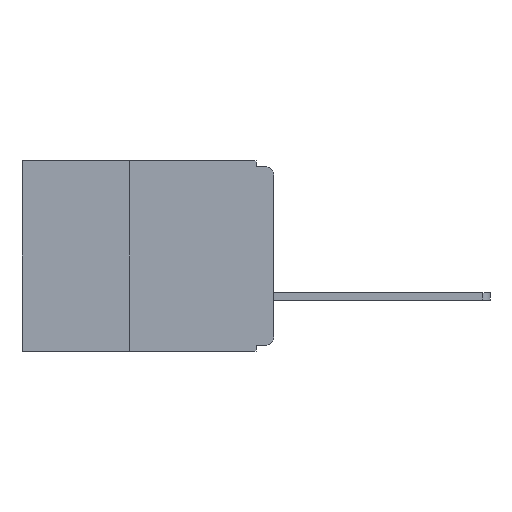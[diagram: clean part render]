
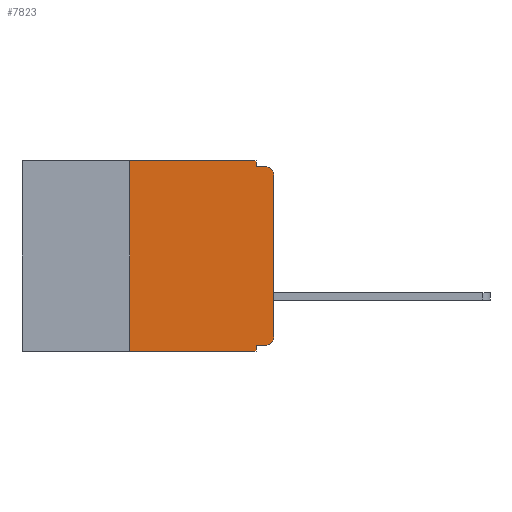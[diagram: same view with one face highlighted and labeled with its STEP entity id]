
A CAD part, left-side view. The second image highlights one B-rep face of the part: STEP entity #7823.
In plain terms, the highlighted planar face has unit normal (-1, 0, 0).
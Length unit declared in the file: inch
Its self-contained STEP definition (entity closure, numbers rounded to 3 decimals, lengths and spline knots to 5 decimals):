
#155 = EDGE_CURVE ( 'NONE', #8252, #7621, #1909, .T. ) ;
#432 = CARTESIAN_POINT ( 'NONE',  ( 0., 0., -0.01 ) ) ;
#449 = VECTOR ( 'NONE', #7097, 39.37008 ) ;
#613 = DIRECTION ( 'NONE',  ( 0., -1., 0. ) ) ;
#655 = DIRECTION ( 'NONE',  ( 0., 0., 1. ) ) ;
#889 = EDGE_CURVE ( 'NONE', #5582, #7621, #1194, .T. ) ;
#939 = CARTESIAN_POINT ( 'NONE',  ( 0., 0.25, -0.33 ) ) ;
#1194 = LINE ( 'NONE', #11966, #449 ) ;
#1589 = ORIENTED_EDGE ( 'NONE', *, *, #9260, .T. ) ;
#1871 = EDGE_CURVE ( 'NONE', #4102, #8430, #11030, .T. ) ;
#1892 = DIRECTION ( 'NONE',  ( 0., 0., 1. ) ) ;
#1896 = VECTOR ( 'NONE', #11926, 39.37008 ) ;
#1909 = LINE ( 'NONE', #5227, #1896 ) ;
#1937 = LINE ( 'NONE', #10017, #4016 ) ;
#1987 = CARTESIAN_POINT ( 'NONE',  ( 0., 0., 0. ) ) ;
#2012 = ORIENTED_EDGE ( 'NONE', *, *, #9084, .F. ) ;
#2033 = DIRECTION ( 'NONE',  ( 0., 0., -1. ) ) ;
#2168 = CARTESIAN_POINT ( 'NONE',  ( 0., 0., -0.305 ) ) ;
#2235 = VERTEX_POINT ( 'NONE', #8618 ) ;
#2561 = EDGE_CURVE ( 'NONE', #5582, #6120, #8345, .T. ) ;
#2908 = CARTESIAN_POINT ( 'NONE',  ( 0., 0.031, -0.01 ) ) ;
#3376 = VECTOR ( 'NONE', #11896, 39.37008 ) ;
#3407 = VERTEX_POINT ( 'NONE', #10979 ) ;
#3525 = CARTESIAN_POINT ( 'NONE',  ( 0., 0.25, -0.33 ) ) ;
#3683 = LINE ( 'NONE', #1987, #6057 ) ;
#4016 = VECTOR ( 'NONE', #10213, 39.37008 ) ;
#4102 = VERTEX_POINT ( 'NONE', #10596 ) ;
#4168 = CARTESIAN_POINT ( 'NONE',  ( 0., 0.031, -0.32 ) ) ;
#4175 = LINE ( 'NONE', #432, #11214 ) ;
#4581 = EDGE_LOOP ( 'NONE', ( #8079, #10194, #5996, #5898, #5781, #5723, #5349, #4856, #2012, #1589 ) ) ;
#4613 = CARTESIAN_POINT ( 'NONE',  ( 0., 0., -0.025 ) ) ;
#4856 = ORIENTED_EDGE ( 'NONE', *, *, #155, .F. ) ;
#5125 = CIRCLE ( 'NONE', #10885, 0.015 ) ;
#5227 = CARTESIAN_POINT ( 'NONE',  ( 0., 0.031, -0.33 ) ) ;
#5349 = ORIENTED_EDGE ( 'NONE', *, *, #889, .T. ) ;
#5579 = VERTEX_POINT ( 'NONE', #2168 ) ;
#5582 = VERTEX_POINT ( 'NONE', #3525 ) ;
#5723 = ORIENTED_EDGE ( 'NONE', *, *, #2561, .F. ) ;
#5781 = ORIENTED_EDGE ( 'NONE', *, *, #8752, .F. ) ;
#5898 = ORIENTED_EDGE ( 'NONE', *, *, #1871, .F. ) ;
#5996 = ORIENTED_EDGE ( 'NONE', *, *, #8698, .F. ) ;
#6057 = VECTOR ( 'NONE', #1892, 39.37008 ) ;
#6120 = VERTEX_POINT ( 'NONE', #6444 ) ;
#6444 = CARTESIAN_POINT ( 'NONE',  ( 0., 0.25, 0. ) ) ;
#6662 = DIRECTION ( 'NONE',  ( 0., 0., -1. ) ) ;
#6675 = DIRECTION ( 'NONE',  ( -1., 0., 0. ) ) ;
#6736 = CARTESIAN_POINT ( 'NONE',  ( 0., 0.015, -0.305 ) ) ;
#7067 = CARTESIAN_POINT ( 'NONE',  ( 0., 0.031, 0. ) ) ;
#7097 = DIRECTION ( 'NONE',  ( 0., -1., 0. ) ) ;
#7621 = VERTEX_POINT ( 'NONE', #8898 ) ;
#7823 = ADVANCED_FACE ( 'NONE', ( #8829 ), #7964, .F. ) ;
#7951 = DIRECTION ( 'NONE',  ( 0., 0., -1. ) ) ;
#7954 = DIRECTION ( 'NONE',  ( 1., 0., 0. ) ) ;
#7964 = PLANE ( 'NONE',  #10448 ) ;
#8017 = CARTESIAN_POINT ( 'NONE',  ( 0., 0.437, 0. ) ) ;
#8079 = ORIENTED_EDGE ( 'NONE', *, *, #8554, .T. ) ;
#8173 = VECTOR ( 'NONE', #655, 39.37008 ) ;
#8203 = VERTEX_POINT ( 'NONE', #4613 ) ;
#8252 = VERTEX_POINT ( 'NONE', #4168 ) ;
#8345 = LINE ( 'NONE', #939, #8173 ) ;
#8430 = VERTEX_POINT ( 'NONE', #2908 ) ;
#8545 = DIRECTION ( 'NONE',  ( 0., 0., -1. ) ) ;
#8554 = EDGE_CURVE ( 'NONE', #5579, #8203, #3683, .T. ) ;
#8573 = DIRECTION ( 'NONE',  ( -1., 0., 0. ) ) ;
#8618 = CARTESIAN_POINT ( 'NONE',  ( 0., 0.015, -0.32 ) ) ;
#8622 = CARTESIAN_POINT ( 'NONE',  ( 0., 0.015, -0.025 ) ) ;
#8689 = LINE ( 'NONE', #12006, #3376 ) ;
#8698 = EDGE_CURVE ( 'NONE', #8430, #3407, #4175, .T. ) ;
#8752 = EDGE_CURVE ( 'NONE', #6120, #4102, #8689, .T. ) ;
#8829 = FACE_OUTER_BOUND ( 'NONE', #4581, .T. ) ;
#8898 = CARTESIAN_POINT ( 'NONE',  ( 0., 0.031, -0.33 ) ) ;
#8941 = CIRCLE ( 'NONE', #10987, 0.015 ) ;
#9084 = EDGE_CURVE ( 'NONE', #2235, #8252, #1937, .T. ) ;
#9156 = EDGE_CURVE ( 'NONE', #8203, #3407, #8941, .T. ) ;
#9260 = EDGE_CURVE ( 'NONE', #2235, #5579, #5125, .T. ) ;
#10017 = CARTESIAN_POINT ( 'NONE',  ( 0., 0., -0.32 ) ) ;
#10194 = ORIENTED_EDGE ( 'NONE', *, *, #9156, .T. ) ;
#10213 = DIRECTION ( 'NONE',  ( 0., 1., 0. ) ) ;
#10448 = AXIS2_PLACEMENT_3D ( 'NONE', #8017, #7954, #7951 ) ;
#10596 = CARTESIAN_POINT ( 'NONE',  ( 0., 0.031, 0. ) ) ;
#10885 = AXIS2_PLACEMENT_3D ( 'NONE', #6736, #6675, #6662 ) ;
#10979 = CARTESIAN_POINT ( 'NONE',  ( 0., 0.015, -0.01 ) ) ;
#10987 = AXIS2_PLACEMENT_3D ( 'NONE', #8622, #8573, #8545 ) ;
#11030 = LINE ( 'NONE', #7067, #11181 ) ;
#11181 = VECTOR ( 'NONE', #2033, 39.37008 ) ;
#11214 = VECTOR ( 'NONE', #613, 39.37008 ) ;
#11896 = DIRECTION ( 'NONE',  ( 0., -1., 0. ) ) ;
#11926 = DIRECTION ( 'NONE',  ( 0., 0., -1. ) ) ;
#11966 = CARTESIAN_POINT ( 'NONE',  ( 0., 0.437, -0.33 ) ) ;
#12006 = CARTESIAN_POINT ( 'NONE',  ( 0., 0.437, 0. ) ) ;
